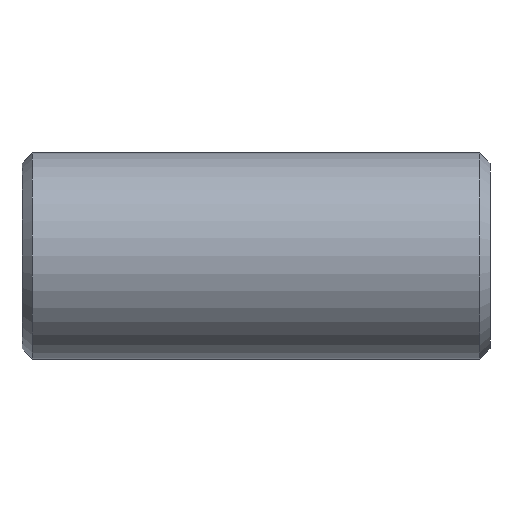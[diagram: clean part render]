
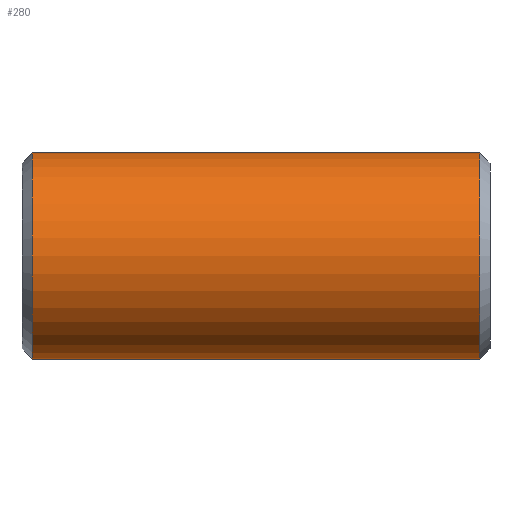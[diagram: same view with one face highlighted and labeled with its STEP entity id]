
A CAD part, front view. The second image highlights one B-rep face of the part: STEP entity #280.
In plain terms, the highlighted cylindrical face has radius 21.082 mm (diameter 42.164 mm), a partial arc.
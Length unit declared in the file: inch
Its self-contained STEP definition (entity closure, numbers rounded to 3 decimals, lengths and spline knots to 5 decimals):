
#8 = DIRECTION ( 'NONE',  ( 0., 0., 1. ) ) ;
#33 = ORIENTED_EDGE ( 'NONE', *, *, #208, .T. ) ;
#41 = VECTOR ( 'NONE', #279, 39.37008 ) ;
#55 = CARTESIAN_POINT ( 'NONE',  ( 1.79667, 0., -0.83 ) ) ;
#101 = AXIS2_PLACEMENT_3D ( 'NONE', #174, #558, #392 ) ;
#116 = CARTESIAN_POINT ( 'NONE',  ( 1.88, 0., 0.83 ) ) ;
#120 = ORIENTED_EDGE ( 'NONE', *, *, #198, .T. ) ;
#121 = CYLINDRICAL_SURFACE ( 'NONE', #302, 0.83 ) ;
#125 = VECTOR ( 'NONE', #458, 39.37008 ) ;
#132 = EDGE_LOOP ( 'NONE', ( #640, #33, #120, #164 ) ) ;
#164 = ORIENTED_EDGE ( 'NONE', *, *, #328, .T. ) ;
#166 = CARTESIAN_POINT ( 'NONE',  ( -1.79667, 0., 0.83 ) ) ;
#174 = CARTESIAN_POINT ( 'NONE',  ( 1.79667, 0., 0. ) ) ;
#184 = CARTESIAN_POINT ( 'NONE',  ( -1.79667, 0., 0. ) ) ;
#198 = EDGE_CURVE ( 'NONE', #422, #653, #611, .T. ) ;
#208 = EDGE_CURVE ( 'NONE', #683, #422, #686, .T. ) ;
#241 = DIRECTION ( 'NONE',  ( 1., 0., 0. ) ) ;
#246 = LINE ( 'NONE', #342, #125 ) ;
#257 = CARTESIAN_POINT ( 'NONE',  ( 1.79667, 0., 0.83 ) ) ;
#279 = DIRECTION ( 'NONE',  ( -1., 0., 0. ) ) ;
#280 = ADVANCED_FACE ( 'NONE', ( #620 ), #121, .T. ) ;
#302 = AXIS2_PLACEMENT_3D ( 'NONE', #326, #541, #8 ) ;
#307 = VERTEX_POINT ( 'NONE', #636 ) ;
#309 = EDGE_CURVE ( 'NONE', #683, #307, #246, .T. ) ;
#326 = CARTESIAN_POINT ( 'NONE',  ( 1.88, 0., 0. ) ) ;
#328 = EDGE_CURVE ( 'NONE', #653, #307, #651, .T. ) ;
#342 = CARTESIAN_POINT ( 'NONE',  ( 1.88, 0., -0.83 ) ) ;
#359 = AXIS2_PLACEMENT_3D ( 'NONE', #184, #241, #406 ) ;
#392 = DIRECTION ( 'NONE',  ( 0., 0., -1. ) ) ;
#406 = DIRECTION ( 'NONE',  ( 0., 0., 1. ) ) ;
#422 = VERTEX_POINT ( 'NONE', #257 ) ;
#458 = DIRECTION ( 'NONE',  ( -1., 0., 0. ) ) ;
#541 = DIRECTION ( 'NONE',  ( -1., 0., 0. ) ) ;
#558 = DIRECTION ( 'NONE',  ( -1., 0., 0. ) ) ;
#611 = LINE ( 'NONE', #116, #41 ) ;
#620 = FACE_OUTER_BOUND ( 'NONE', #132, .T. ) ;
#636 = CARTESIAN_POINT ( 'NONE',  ( -1.79667, 0., -0.83 ) ) ;
#640 = ORIENTED_EDGE ( 'NONE', *, *, #309, .F. ) ;
#651 = CIRCLE ( 'NONE', #359, 0.83 ) ;
#653 = VERTEX_POINT ( 'NONE', #166 ) ;
#683 = VERTEX_POINT ( 'NONE', #55 ) ;
#686 = CIRCLE ( 'NONE', #101, 0.83 ) ;
